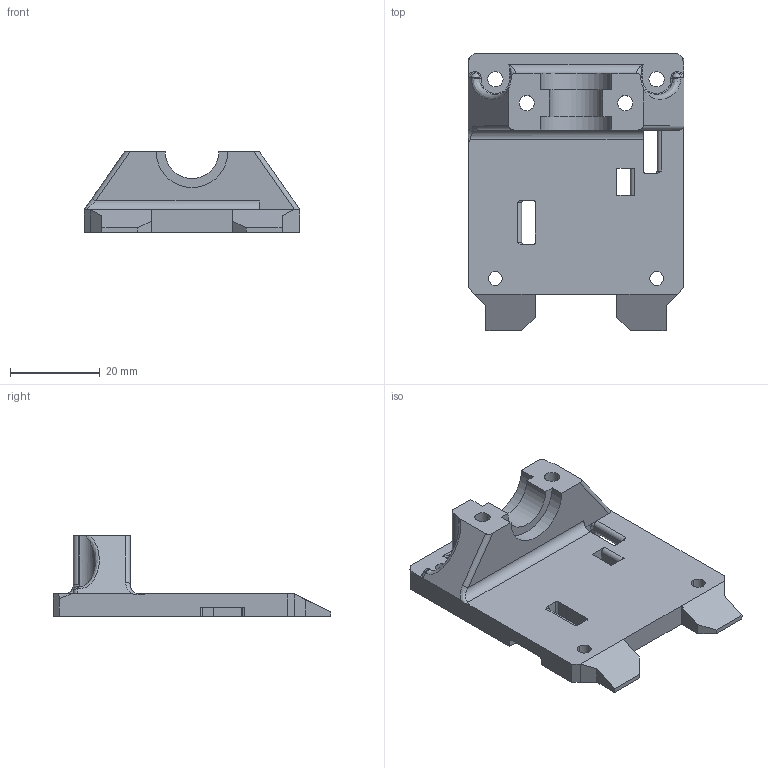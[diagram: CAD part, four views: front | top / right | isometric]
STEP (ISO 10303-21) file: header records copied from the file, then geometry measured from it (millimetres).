
FILE_DESCRIPTION (( 'STEP AP203' ), '1' );
FILE_NAME ('blv-10mm-X carriage front Volcano_v1.STEP', '2019-06-05T08:04:57', ( '' ), ( '' ), 'SwSTEP 2.0', 'SolidWorks 2016', '' );
FILE_SCHEMA (( 'CONFIG_CONTROL_DESIGN' ));
Length unit declared in the file: millimetre
Products named in the file (2): blv-10mm-X carriage front Volcano_v1
Bounding box: 48.23 x 62.03 x 18 mm (x, y, z)
Volume: 17147.9 mm3; surface area: 8361.4 mm2
Topology: 1 solids, 1 shells, 149 faces, 411 edges, 260 vertices
Faces by surface type: plane 65, cylinder 58, torus 13, bspline 9, sphere 4
Entity records: 5364 total; most frequent: CARTESIAN_POINT 1483, ORIENTED_EDGE 814, DIRECTION 753, EDGE_CURVE 407, AXIS2_PLACEMENT_3D 263, VERTEX_POINT 259, VECTOR 227, LINE 227
